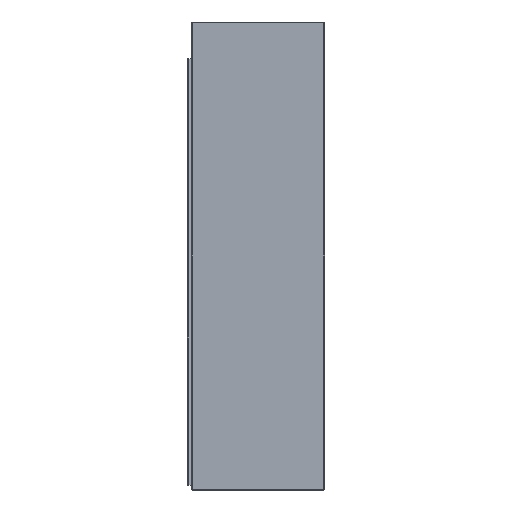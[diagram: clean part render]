
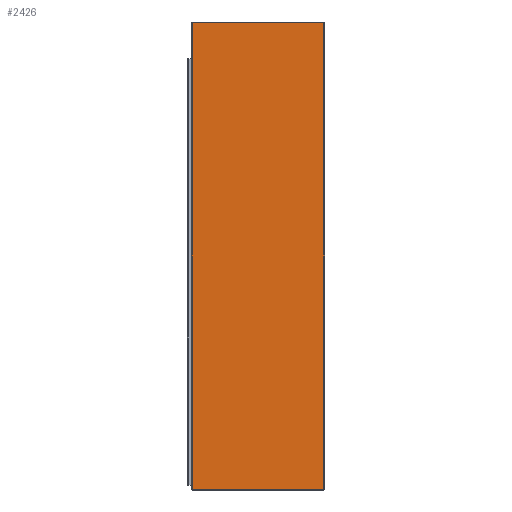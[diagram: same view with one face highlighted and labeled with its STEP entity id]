
A CAD part, front view. The second image highlights one B-rep face of the part: STEP entity #2426.
In plain terms, the highlighted planar face has unit normal (0, -1, 0).
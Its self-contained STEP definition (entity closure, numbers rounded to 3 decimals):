
#560 = VERTEX_POINT ( 'NONE', #7277 ) ;
#561 = VERTEX_POINT ( 'NONE', #7278 ) ;
#562 = VERTEX_POINT ( 'NONE', #7279 ) ;
#563 = VERTEX_POINT ( 'NONE', #7280 ) ;
#1062 = ORIENTED_EDGE ( 'NONE', *, *, #1314, .T. ) ;
#1063 = ORIENTED_EDGE ( 'NONE', *, *, #1313, .T. ) ;
#1311 = EDGE_CURVE ( 'NONE', #560, #561, #7431, .T. ) ;
#1312 = EDGE_CURVE ( 'NONE', #561, #562, #7433, .T. ) ;
#1313 = EDGE_CURVE ( 'NONE', #562, #563, #7435, .T. ) ;
#1314 = EDGE_CURVE ( 'NONE', #563, #560, #7437, .T. ) ;
#2426 = ADVANCED_FACE ( 'NONE', ( #8980 ), #8795, .F. ) ;
#3175 = ORIENTED_EDGE ( 'NONE', *, *, #1312, .T. ) ;
#3176 = ORIENTED_EDGE ( 'NONE', *, *, #1311, .T. ) ;
#5320 = AXIS2_PLACEMENT_3D ( 'NONE', #8796, #8797, #8798 ) ;
#5571 = CARTESIAN_POINT ( 'NONE',  ( -34., -13., 121.25 ) ) ;
#5572 = DIRECTION ( 'NONE',  ( 0., 0., -1. ) ) ;
#5573 = CARTESIAN_POINT ( 'NONE',  ( 34.5, -13., -120.75 ) ) ;
#5574 = DIRECTION ( 'NONE',  ( 1., 0., 0. ) ) ;
#5575 = CARTESIAN_POINT ( 'NONE',  ( 34., -13., 121.25 ) ) ;
#5576 = DIRECTION ( 'NONE',  ( 0., 0., 1. ) ) ;
#5577 = CARTESIAN_POINT ( 'NONE',  ( -34.5, -13., 120.75 ) ) ;
#5578 = DIRECTION ( 'NONE',  ( -1., 0., 0. ) ) ;
#6473 = EDGE_LOOP ( 'NONE', ( #3176, #3175, #1063, #1062 ) ) ;
#7277 = CARTESIAN_POINT ( 'NONE',  ( -34., -13., 120.75 ) ) ;
#7278 = CARTESIAN_POINT ( 'NONE',  ( -34., -13., -120.75 ) ) ;
#7279 = CARTESIAN_POINT ( 'NONE',  ( 34., -13., -120.75 ) ) ;
#7280 = CARTESIAN_POINT ( 'NONE',  ( 34., -13., 120.75 ) ) ;
#7431 = LINE ( 'NONE', #5571, #7432 ) ;
#7432 = VECTOR ( 'NONE', #5572, 1000. ) ;
#7433 = LINE ( 'NONE', #5573, #7434 ) ;
#7434 = VECTOR ( 'NONE', #5574, 1000. ) ;
#7435 = LINE ( 'NONE', #5575, #7436 ) ;
#7436 = VECTOR ( 'NONE', #5576, 1000. ) ;
#7437 = LINE ( 'NONE', #5577, #7438 ) ;
#7438 = VECTOR ( 'NONE', #5578, 1000. ) ;
#8795 = PLANE ( 'NONE',  #5320 ) ;
#8796 = CARTESIAN_POINT ( 'NONE',  ( 34.5, -13., 121.25 ) ) ;
#8797 = DIRECTION ( 'NONE',  ( 0., 1., 0. ) ) ;
#8798 = DIRECTION ( 'NONE',  ( -1., 0., 0. ) ) ;
#8980 = FACE_OUTER_BOUND ( 'NONE', #6473, .T. ) ;
